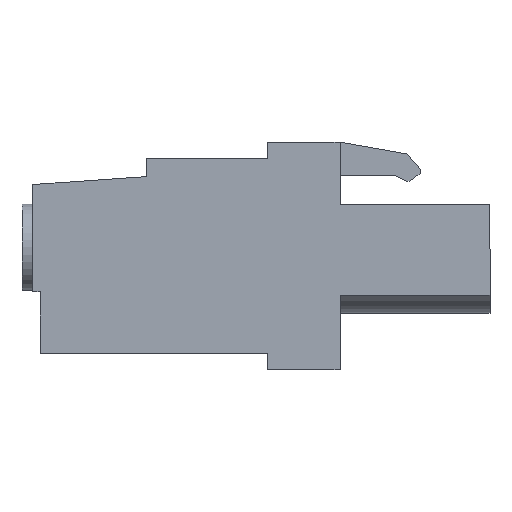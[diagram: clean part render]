
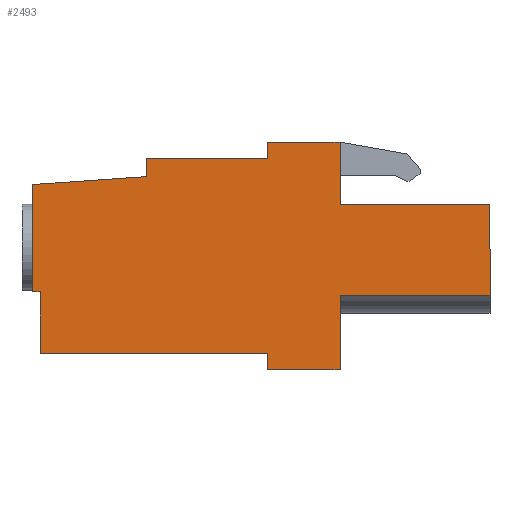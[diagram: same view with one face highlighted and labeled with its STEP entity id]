
A CAD part, left-side view. The second image highlights one B-rep face of the part: STEP entity #2493.
In plain terms, the highlighted planar face has unit normal (-1, 0, 0).
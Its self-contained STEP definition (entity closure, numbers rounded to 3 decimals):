
#13 = VERTEX_POINT ( 'NONE', #2883 ) ;
#105 = CARTESIAN_POINT ( 'NONE',  ( 0., 0., 0. ) ) ;
#144 = ORIENTED_EDGE ( 'NONE', *, *, #1356, .F. ) ;
#151 = VERTEX_POINT ( 'NONE', #1705 ) ;
#159 = VECTOR ( 'NONE', #456, 1000. ) ;
#164 = DIRECTION ( 'NONE',  ( 0., 0., -1. ) ) ;
#179 = CARTESIAN_POINT ( 'NONE',  ( 0., 0., 0. ) ) ;
#186 = ORIENTED_EDGE ( 'NONE', *, *, #2472, .F. ) ;
#230 = CARTESIAN_POINT ( 'NONE',  ( 0., 0., 3.46 ) ) ;
#232 = CARTESIAN_POINT ( 'NONE',  ( 0., -8.3, -5. ) ) ;
#266 = VECTOR ( 'NONE', #1684, 1000. ) ;
#270 = CARTESIAN_POINT ( 'NONE',  ( 0., -8.3, 0. ) ) ;
#281 = CARTESIAN_POINT ( 'NONE',  ( 0., 10.7, 2.555 ) ) ;
#311 = CARTESIAN_POINT ( 'NONE',  ( 0., 17., 1.115 ) ) ;
#392 = VERTEX_POINT ( 'NONE', #2101 ) ;
#400 = EDGE_CURVE ( 'NONE', #1481, #1011, #2343, .T. ) ;
#405 = VERTEX_POINT ( 'NONE', #270 ) ;
#412 = VECTOR ( 'NONE', #858, 1000. ) ;
#439 = CARTESIAN_POINT ( 'NONE',  ( 0., 16.6, -8.235 ) ) ;
#456 = DIRECTION ( 'NONE',  ( 0., -1., 0. ) ) ;
#460 = EDGE_CURVE ( 'NONE', #2649, #2903, #2721, .T. ) ;
#472 = ORIENTED_EDGE ( 'NONE', *, *, #2508, .F. ) ;
#474 = LINE ( 'NONE', #933, #2237 ) ;
#521 = EDGE_CURVE ( 'NONE', #2028, #2344, #2576, .T. ) ;
#525 = VECTOR ( 'NONE', #2146, 1000. ) ;
#561 = VECTOR ( 'NONE', #164, 1000. ) ;
#574 = CARTESIAN_POINT ( 'NONE',  ( 0., 4., -8.235 ) ) ;
#647 = VECTOR ( 'NONE', #1256, 1000. ) ;
#668 = CARTESIAN_POINT ( 'NONE',  ( 0., 4., 2.555 ) ) ;
#688 = VERTEX_POINT ( 'NONE', #2494 ) ;
#770 = VECTOR ( 'NONE', #2112, 1000. ) ;
#805 = ORIENTED_EDGE ( 'NONE', *, *, #1133, .F. ) ;
#811 = EDGE_CURVE ( 'NONE', #13, #151, #1882, .T. ) ;
#858 = DIRECTION ( 'NONE',  ( 0., 1., 0. ) ) ;
#884 = VECTOR ( 'NONE', #2438, 1000. ) ;
#889 = CARTESIAN_POINT ( 'NONE',  ( 0., -8.3, 0. ) ) ;
#912 = VECTOR ( 'NONE', #1908, 1000. ) ;
#933 = CARTESIAN_POINT ( 'NONE',  ( 0., 0., -9.14 ) ) ;
#972 = LINE ( 'NONE', #2220, #2717 ) ;
#976 = VERTEX_POINT ( 'NONE', #230 ) ;
#1011 = VERTEX_POINT ( 'NONE', #1618 ) ;
#1070 = DIRECTION ( 'NONE',  ( 0., -0.998, 0.07 ) ) ;
#1094 = DIRECTION ( 'NONE',  ( 1., 0., 0. ) ) ;
#1102 = VERTEX_POINT ( 'NONE', #1428 ) ;
#1133 = EDGE_CURVE ( 'NONE', #1011, #2028, #2951, .T. ) ;
#1140 = CARTESIAN_POINT ( 'NONE',  ( 0., 17., 1.115 ) ) ;
#1188 = VECTOR ( 'NONE', #2464, 1000. ) ;
#1189 = VERTEX_POINT ( 'NONE', #2602 ) ;
#1200 = VECTOR ( 'NONE', #2674, 1000. ) ;
#1229 = ORIENTED_EDGE ( 'NONE', *, *, #2780, .F. ) ;
#1256 = DIRECTION ( 'NONE',  ( 0., 0., 1. ) ) ;
#1333 = DIRECTION ( 'NONE',  ( 0., 0., -1. ) ) ;
#1356 = EDGE_CURVE ( 'NONE', #405, #2166, #1634, .T. ) ;
#1363 = ORIENTED_EDGE ( 'NONE', *, *, #400, .F. ) ;
#1367 = EDGE_CURVE ( 'NONE', #688, #13, #2840, .T. ) ;
#1373 = ORIENTED_EDGE ( 'NONE', *, *, #811, .F. ) ;
#1404 = ORIENTED_EDGE ( 'NONE', *, *, #1654, .F. ) ;
#1415 = CARTESIAN_POINT ( 'NONE',  ( 0., 16.6, -4.815 ) ) ;
#1428 = CARTESIAN_POINT ( 'NONE',  ( 0., 0., -5. ) ) ;
#1434 = ORIENTED_EDGE ( 'NONE', *, *, #2701, .F. ) ;
#1481 = VERTEX_POINT ( 'NONE', #439 ) ;
#1518 = VECTOR ( 'NONE', #2580, 1000. ) ;
#1547 = ORIENTED_EDGE ( 'NONE', *, *, #1367, .F. ) ;
#1548 = CARTESIAN_POINT ( 'NONE',  ( 0., -8.3, -5. ) ) ;
#1618 = CARTESIAN_POINT ( 'NONE',  ( 0., 16.6, -4.815 ) ) ;
#1634 = LINE ( 'NONE', #1548, #561 ) ;
#1654 = EDGE_CURVE ( 'NONE', #2166, #1102, #2660, .T. ) ;
#1671 = CARTESIAN_POINT ( 'NONE',  ( 0., 4., 3.46 ) ) ;
#1684 = DIRECTION ( 'NONE',  ( 0., -1., 0. ) ) ;
#1685 = CARTESIAN_POINT ( 'NONE',  ( 0., 17., -4.815 ) ) ;
#1702 = VECTOR ( 'NONE', #2111, 1000. ) ;
#1705 = CARTESIAN_POINT ( 'NONE',  ( 0., 4., -8.235 ) ) ;
#1741 = VECTOR ( 'NONE', #2772, 1000. ) ;
#1832 = CARTESIAN_POINT ( 'NONE',  ( 0., 4., 2.555 ) ) ;
#1882 = LINE ( 'NONE', #574, #647 ) ;
#1900 = CARTESIAN_POINT ( 'NONE',  ( 0., 0., -5. ) ) ;
#1908 = DIRECTION ( 'NONE',  ( 0., 0., 1. ) ) ;
#1935 = LINE ( 'NONE', #1832, #159 ) ;
#1941 = EDGE_CURVE ( 'NONE', #1189, #392, #2481, .T. ) ;
#1944 = AXIS2_PLACEMENT_3D ( 'NONE', #105, #1094, #1333 ) ;
#1969 = CARTESIAN_POINT ( 'NONE',  ( 0., 0., 3.46 ) ) ;
#1989 = ORIENTED_EDGE ( 'NONE', *, *, #460, .F. ) ;
#1994 = ORIENTED_EDGE ( 'NONE', *, *, #2165, .F. ) ;
#2028 = VERTEX_POINT ( 'NONE', #2554 ) ;
#2043 = DIRECTION ( 'NONE',  ( 0., 0., -1. ) ) ;
#2054 = VERTEX_POINT ( 'NONE', #2798 ) ;
#2101 = CARTESIAN_POINT ( 'NONE',  ( 0., 10.7, 2.555 ) ) ;
#2106 = FACE_OUTER_BOUND ( 'NONE', #2399, .T. ) ;
#2111 = DIRECTION ( 'NONE',  ( 0., -1., 0. ) ) ;
#2112 = DIRECTION ( 'NONE',  ( 0., 1., 0. ) ) ;
#2138 = ORIENTED_EDGE ( 'NONE', *, *, #1941, .F. ) ;
#2146 = DIRECTION ( 'NONE',  ( 0., 1., 0. ) ) ;
#2165 = EDGE_CURVE ( 'NONE', #1102, #688, #474, .T. ) ;
#2166 = VERTEX_POINT ( 'NONE', #232 ) ;
#2220 = CARTESIAN_POINT ( 'NONE',  ( 0., 10.7, 1.555 ) ) ;
#2237 = VECTOR ( 'NONE', #2043, 1000. ) ;
#2245 = PLANE ( 'NONE',  #1944 ) ;
#2300 = LINE ( 'NONE', #889, #1702 ) ;
#2327 = EDGE_CURVE ( 'NONE', #392, #2649, #1935, .T. ) ;
#2343 = LINE ( 'NONE', #1415, #1741 ) ;
#2344 = VERTEX_POINT ( 'NONE', #1140 ) ;
#2399 = EDGE_LOOP ( 'NONE', ( #472, #1434, #2547, #1989, #2681, #2138, #1229, #2573, #805, #1363, #186, #1373, #1547, #1994, #1404, #144 ) ) ;
#2401 = LINE ( 'NONE', #179, #1188 ) ;
#2438 = DIRECTION ( 'NONE',  ( 0., 1., 0. ) ) ;
#2463 = EDGE_CURVE ( 'NONE', #2903, #976, #2698, .T. ) ;
#2464 = DIRECTION ( 'NONE',  ( 0., 0., -1. ) ) ;
#2472 = EDGE_CURVE ( 'NONE', #151, #1481, #2621, .T. ) ;
#2481 = LINE ( 'NONE', #281, #1200 ) ;
#2493 = ADVANCED_FACE ( 'NONE', ( #2106 ), #2245, .F. ) ;
#2494 = CARTESIAN_POINT ( 'NONE',  ( 0., 0., -9.14 ) ) ;
#2508 = EDGE_CURVE ( 'NONE', #2054, #405, #2300, .T. ) ;
#2547 = ORIENTED_EDGE ( 'NONE', *, *, #2463, .F. ) ;
#2554 = CARTESIAN_POINT ( 'NONE',  ( 0., 17., -4.815 ) ) ;
#2573 = ORIENTED_EDGE ( 'NONE', *, *, #521, .F. ) ;
#2576 = LINE ( 'NONE', #311, #1518 ) ;
#2580 = DIRECTION ( 'NONE',  ( 0., 0., 1. ) ) ;
#2602 = CARTESIAN_POINT ( 'NONE',  ( 0., 10.7, 1.555 ) ) ;
#2621 = LINE ( 'NONE', #2668, #884 ) ;
#2625 = CARTESIAN_POINT ( 'NONE',  ( 0., 4., 3.46 ) ) ;
#2649 = VERTEX_POINT ( 'NONE', #668 ) ;
#2660 = LINE ( 'NONE', #1900, #770 ) ;
#2668 = CARTESIAN_POINT ( 'NONE',  ( 0., 16.6, -8.235 ) ) ;
#2674 = DIRECTION ( 'NONE',  ( 0., 0., 1. ) ) ;
#2677 = CARTESIAN_POINT ( 'NONE',  ( 0., 4., -9.14 ) ) ;
#2681 = ORIENTED_EDGE ( 'NONE', *, *, #2327, .F. ) ;
#2698 = LINE ( 'NONE', #1969, #266 ) ;
#2701 = EDGE_CURVE ( 'NONE', #976, #2054, #2401, .T. ) ;
#2717 = VECTOR ( 'NONE', #1070, 1000. ) ;
#2721 = LINE ( 'NONE', #1671, #912 ) ;
#2772 = DIRECTION ( 'NONE',  ( 0., 0., 1. ) ) ;
#2780 = EDGE_CURVE ( 'NONE', #2344, #1189, #972, .T. ) ;
#2798 = CARTESIAN_POINT ( 'NONE',  ( 0., 0., 0. ) ) ;
#2840 = LINE ( 'NONE', #2677, #412 ) ;
#2883 = CARTESIAN_POINT ( 'NONE',  ( 0., 4., -9.14 ) ) ;
#2903 = VERTEX_POINT ( 'NONE', #2625 ) ;
#2951 = LINE ( 'NONE', #1685, #525 ) ;
